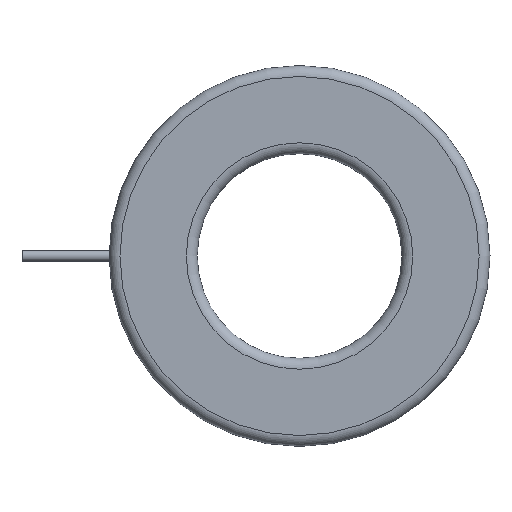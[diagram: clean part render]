
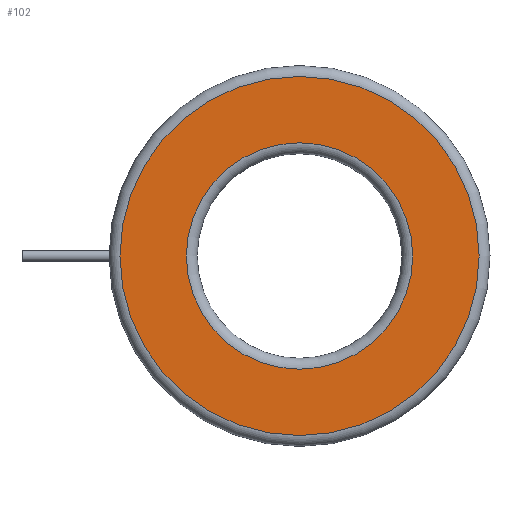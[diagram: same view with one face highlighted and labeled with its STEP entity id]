
A CAD part, left-side view. The second image highlights one B-rep face of the part: STEP entity #102.
In plain terms, the highlighted planar face has unit normal (-1, 0, 0).
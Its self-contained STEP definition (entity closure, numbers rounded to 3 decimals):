
#55 = VERTEX_POINT('',#56);
#56 = CARTESIAN_POINT('',(0.,8.25,0.));
#65 = EDGE_CURVE('',#55,#55,#66,.T.);
#66 = CIRCLE('',#67,8.25);
#67 = AXIS2_PLACEMENT_3D('',#68,#69,#70);
#68 = CARTESIAN_POINT('',(0.,0.,0.));
#69 = DIRECTION('',(1.,0.,0.));
#70 = DIRECTION('',(0.,1.,0.));
#102 = ADVANCED_FACE('',(#103,#106),#117,.F.);
#103 = FACE_BOUND('',#104,.F.);
#104 = EDGE_LOOP('',(#105));
#105 = ORIENTED_EDGE('',*,*,#65,.T.);
#106 = FACE_BOUND('',#107,.F.);
#107 = EDGE_LOOP('',(#108));
#108 = ORIENTED_EDGE('',*,*,#109,.F.);
#109 = EDGE_CURVE('',#110,#110,#112,.T.);
#110 = VERTEX_POINT('',#111);
#111 = CARTESIAN_POINT('',(0.,5.2,0.));
#112 = CIRCLE('',#113,5.2);
#113 = AXIS2_PLACEMENT_3D('',#114,#115,#116);
#114 = CARTESIAN_POINT('',(0.,0.,0.));
#115 = DIRECTION('',(1.,0.,0.));
#116 = DIRECTION('',(0.,1.,0.));
#117 = PLANE('',#118);
#118 = AXIS2_PLACEMENT_3D('',#119,#120,#121);
#119 = CARTESIAN_POINT('',(0.,0.,0.));
#120 = DIRECTION('',(1.,0.,0.));
#121 = DIRECTION('',(0.,0.,1.));
